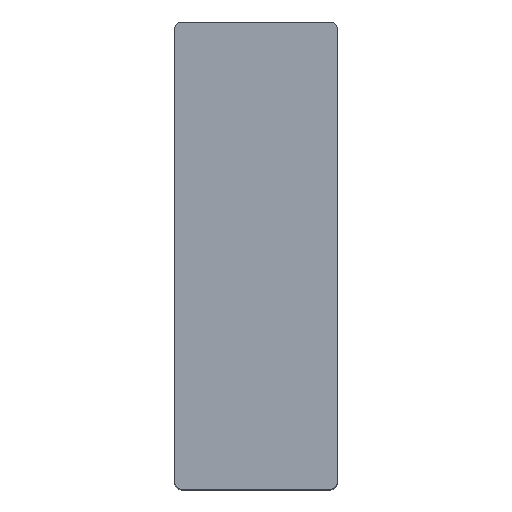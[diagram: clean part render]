
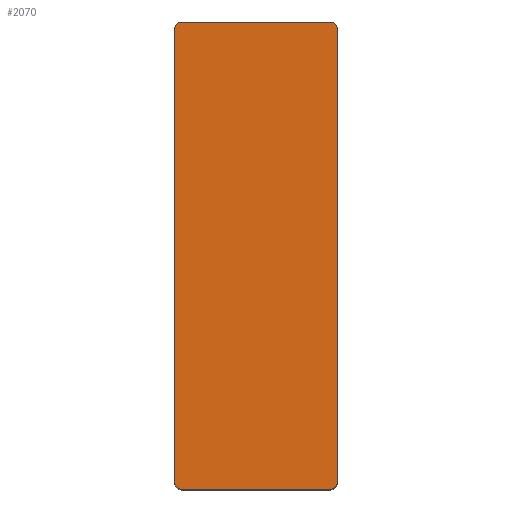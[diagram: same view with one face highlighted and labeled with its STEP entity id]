
A CAD part, top view. The second image highlights one B-rep face of the part: STEP entity #2070.
In plain terms, the highlighted planar face has unit normal (0, 0, 1).
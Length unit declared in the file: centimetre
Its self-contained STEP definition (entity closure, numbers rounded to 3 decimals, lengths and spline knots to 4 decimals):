
#318=VECTOR('',#3146,1.);
#319=VECTOR('',#3149,1.);
#320=VECTOR('',#3152,1.);
#321=VECTOR('',#3155,1.);
#580=LINE('',#2742,#318);
#581=LINE('',#2746,#319);
#582=LINE('',#2750,#320);
#583=LINE('',#2754,#321);
#685=PLANE('',#2189);
#872=VERTEX_POINT('',#2737);
#873=VERTEX_POINT('',#2738);
#874=VERTEX_POINT('',#2743);
#875=VERTEX_POINT('',#2745);
#876=VERTEX_POINT('',#2747);
#877=VERTEX_POINT('',#2749);
#878=VERTEX_POINT('',#2751);
#879=VERTEX_POINT('',#2753);
#890=CIRCLE('',#2188,0.01);
#891=CIRCLE('',#2190,0.01);
#892=CIRCLE('',#2191,0.01);
#893=CIRCLE('',#2192,0.01);
#1154=EDGE_CURVE('',#872,#873,#890,.T.);
#1157=EDGE_CURVE('',#874,#872,#580,.T.);
#1158=EDGE_CURVE('',#875,#874,#891,.T.);
#1159=EDGE_CURVE('',#876,#875,#581,.T.);
#1160=EDGE_CURVE('',#877,#876,#892,.T.);
#1161=EDGE_CURVE('',#878,#877,#582,.T.);
#1162=EDGE_CURVE('',#879,#878,#893,.T.);
#1163=EDGE_CURVE('',#873,#879,#583,.T.);
#1610=ORIENTED_EDGE('',*,*,#1154,.F.);
#1611=ORIENTED_EDGE('',*,*,#1157,.F.);
#1612=ORIENTED_EDGE('',*,*,#1158,.F.);
#1613=ORIENTED_EDGE('',*,*,#1159,.F.);
#1614=ORIENTED_EDGE('',*,*,#1160,.F.);
#1615=ORIENTED_EDGE('',*,*,#1161,.F.);
#1616=ORIENTED_EDGE('',*,*,#1162,.F.);
#1617=ORIENTED_EDGE('',*,*,#1163,.F.);
#1830=EDGE_LOOP('',(#1610,#1611,#1612,#1613,#1614,#1615,#1616,#1617));
#1954=FACE_BOUND('',#1830,.T.);
#2070=ADVANCED_FACE('',(#1954),#685,.T.);
#2188=AXIS2_PLACEMENT_3D('',#2736,#3141,#3142);
#2189=AXIS2_PLACEMENT_3D('',#2741,#3145,$);
#2190=AXIS2_PLACEMENT_3D('',#2744,#3147,#3148);
#2191=AXIS2_PLACEMENT_3D('',#2748,#3150,#3151);
#2192=AXIS2_PLACEMENT_3D('',#2752,#3153,#3154);
#2736=CARTESIAN_POINT('',(0.115,-0.35,0.65));
#2737=CARTESIAN_POINT('',(0.125,-0.35,0.65));
#2738=CARTESIAN_POINT('',(0.115,-0.36,0.65));
#2741=CARTESIAN_POINT('',(0.,0.,0.65));
#2742=CARTESIAN_POINT('',(0.125,-0.36,0.65));
#2743=CARTESIAN_POINT('',(0.125,0.35,0.65));
#2744=CARTESIAN_POINT('',(0.115,0.35,0.65));
#2745=CARTESIAN_POINT('',(0.115,0.36,0.65));
#2746=CARTESIAN_POINT('',(0.125,0.36,0.65));
#2747=CARTESIAN_POINT('',(-0.115,0.36,0.65));
#2748=CARTESIAN_POINT('',(-0.115,0.35,0.65));
#2749=CARTESIAN_POINT('',(-0.125,0.35,0.65));
#2750=CARTESIAN_POINT('',(-0.125,0.36,0.65));
#2751=CARTESIAN_POINT('',(-0.125,-0.35,0.65));
#2752=CARTESIAN_POINT('',(-0.115,-0.35,0.65));
#2753=CARTESIAN_POINT('',(-0.115,-0.36,0.65));
#2754=CARTESIAN_POINT('',(-0.125,-0.36,0.65));
#3141=DIRECTION('',(0.,0.,-1.));
#3142=DIRECTION('',(0.007,-0.007,0.));
#3145=DIRECTION('',(0.,0.,1.));
#3146=DIRECTION('',(0.,-1.,0.));
#3147=DIRECTION('',(0.,0.,-1.));
#3148=DIRECTION('',(0.007,0.007,0.));
#3149=DIRECTION('',(1.,0.,0.));
#3150=DIRECTION('',(0.,0.,-1.));
#3151=DIRECTION('',(-0.007,0.007,0.));
#3152=DIRECTION('',(0.,1.,0.));
#3153=DIRECTION('',(0.,0.,-1.));
#3154=DIRECTION('',(-0.007,-0.007,0.));
#3155=DIRECTION('',(-1.,0.,0.));
